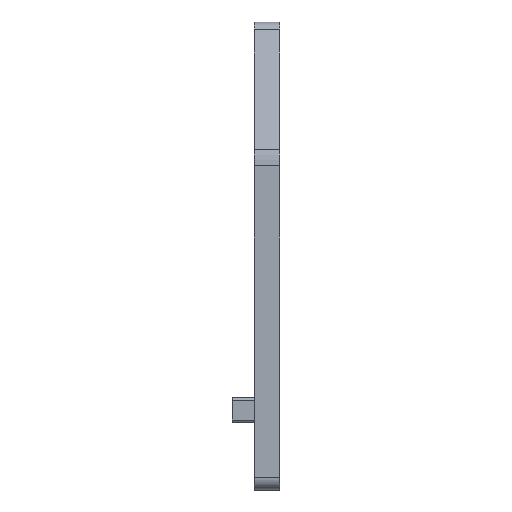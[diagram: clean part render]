
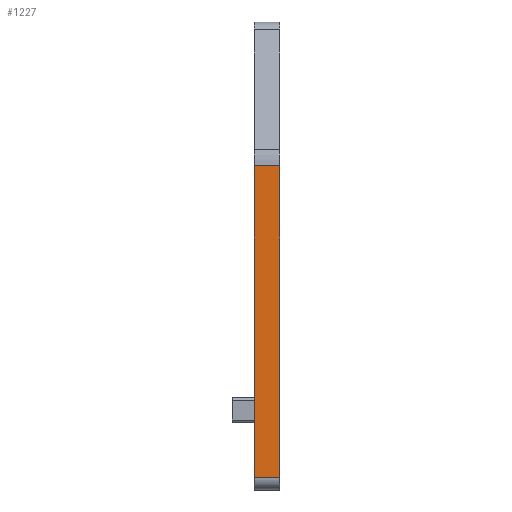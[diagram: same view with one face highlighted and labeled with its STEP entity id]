
A CAD part, front view. The second image highlights one B-rep face of the part: STEP entity #1227.
In plain terms, the highlighted planar face has unit normal (0, -1, 0).
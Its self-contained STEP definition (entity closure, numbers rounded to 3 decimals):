
#1214=AXIS2_PLACEMENT_3D('Plane Axis2P3D',#1211,#1212,#1213) ;
#604=CARTESIAN_POINT('Vertex',(1.75,0.,1.)) ;
#607=CARTESIAN_POINT('Line Origine',(1.75,0.,13.294)) ;
#611=CARTESIAN_POINT('Vertex',(1.75,0.,25.589)) ;
#1028=CARTESIAN_POINT('Vertex',(3.75,0.,25.589)) ;
#1031=CARTESIAN_POINT('Line Origine',(3.75,0.,13.294)) ;
#1035=CARTESIAN_POINT('Vertex',(3.75,0.,1.)) ;
#1199=CARTESIAN_POINT('Line Origine',(2.75,0.,25.589)) ;
#1211=CARTESIAN_POINT('Axis2P3D Location',(1.75,0.,1.)) ;
#1216=CARTESIAN_POINT('Line Origine',(2.75,0.,1.)) ;
#608=DIRECTION('Vector Direction',(0.,0.,1.)) ;
#1032=DIRECTION('Vector Direction',(0.,0.,1.)) ;
#1200=DIRECTION('Vector Direction',(-1.,0.,0.)) ;
#1212=DIRECTION('Axis2P3D Direction',(0.,1.,0.)) ;
#1213=DIRECTION('Axis2P3D XDirection',(0.,0.,1.)) ;
#1217=DIRECTION('Vector Direction',(1.,0.,0.)) ;
#609=VECTOR('Line Direction',#608,1.) ;
#1033=VECTOR('Line Direction',#1032,1.) ;
#1201=VECTOR('Line Direction',#1200,1.) ;
#1218=VECTOR('Line Direction',#1217,1.) ;
#1222=ORIENTED_EDGE('',*,*,#1037,.T.) ;
#1223=ORIENTED_EDGE('',*,*,#1203,.F.) ;
#1224=ORIENTED_EDGE('',*,*,#613,.F.) ;
#1225=ORIENTED_EDGE('',*,*,#1220,.T.) ;
#1227=ADVANCED_FACE('Hauptk\X2\00F6\X0\rper',(#1226),#1215,.F.) ;
#613=EDGE_CURVE('',#605,#612,#610,.T.) ;
#1037=EDGE_CURVE('',#1036,#1029,#1034,.T.) ;
#1203=EDGE_CURVE('',#612,#1029,#1202,.F.) ;
#1220=EDGE_CURVE('',#605,#1036,#1219,.T.) ;
#1221=EDGE_LOOP('',(#1222,#1223,#1224,#1225)) ;
#1226=FACE_OUTER_BOUND('',#1221,.T.) ;
#610=LINE('Line',#607,#609) ;
#1034=LINE('Line',#1031,#1033) ;
#1202=LINE('Line',#1199,#1201) ;
#1219=LINE('Line',#1216,#1218) ;
#1215=PLANE('',#1214) ;
#605=VERTEX_POINT('',#604) ;
#612=VERTEX_POINT('',#611) ;
#1029=VERTEX_POINT('',#1028) ;
#1036=VERTEX_POINT('',#1035) ;
